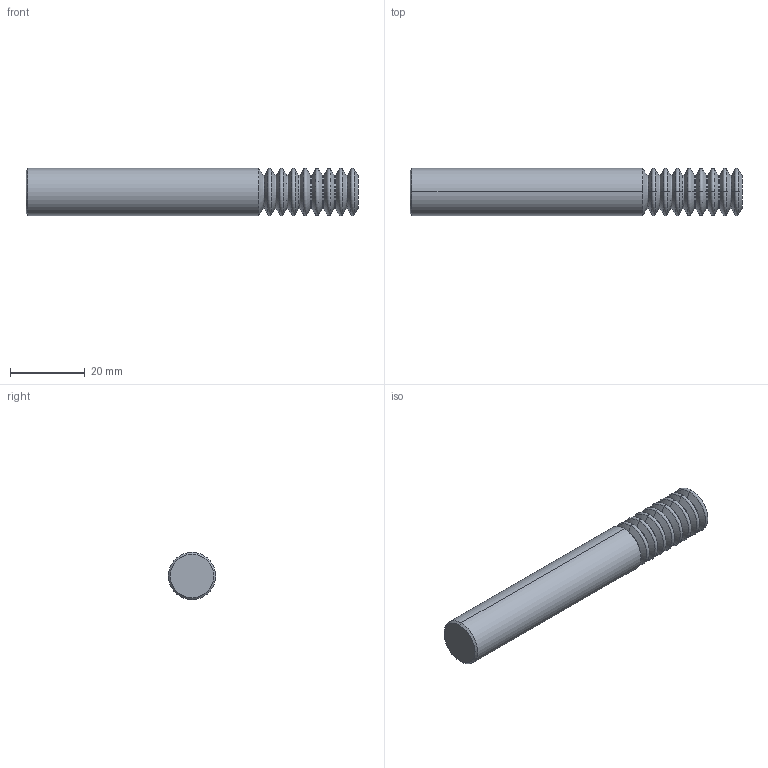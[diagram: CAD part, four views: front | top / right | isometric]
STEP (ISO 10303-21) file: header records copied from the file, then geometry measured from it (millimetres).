
FILE_DESCRIPTION (( 'STEP AP203' ), '1' );
FILE_NAME ('104064-TM495-8EXJ.STEP', '2023-12-12T23:06:18', ( '' ), ( '' ), 'SwSTEP 2.0', 'SolidWorks 2022', '' );
FILE_SCHEMA (( 'CONFIG_CONTROL_DESIGN' ));
Length unit declared in the file: inch
Products named in the file (1): 104064-TM495-8EXJ
Bounding box: 88.9 x 12.69 x 12.69 mm (x, y, z)
Volume: 10364.4 mm3; surface area: 4154.5 mm2
Topology: 1 solids, 1 shells, 74 faces, 146 edges, 74 vertices
Faces by surface type: cone 36, cylinder 20, torus 16, plane 2
Entity records: 1939 total; most frequent: DIRECTION 386, CARTESIAN_POINT 295, ORIENTED_EDGE 292, AXIS2_PLACEMENT_3D 165, EDGE_CURVE 146, CIRCLE 90, FACE_OUTER_BOUND 74, EDGE_LOOP 74
